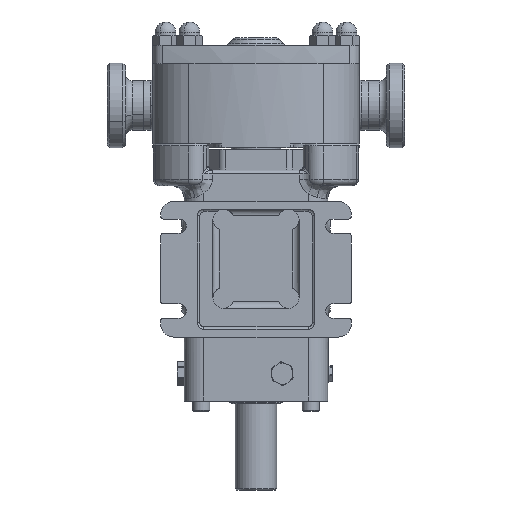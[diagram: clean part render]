
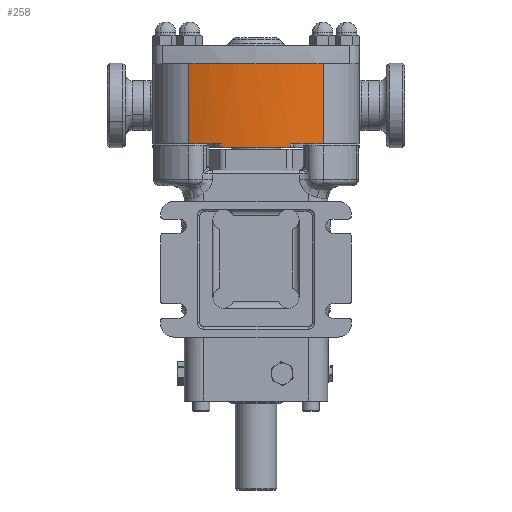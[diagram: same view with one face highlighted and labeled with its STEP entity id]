
A CAD part, front view. The second image highlights one B-rep face of the part: STEP entity #258.
In plain terms, the highlighted cylindrical face has radius 160 mm (diameter 320 mm), a partial arc.
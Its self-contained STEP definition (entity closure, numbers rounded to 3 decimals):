
#258 = ADVANCED_FACE ( 'NONE', ( #10125 ), #7665, .T. ) ;
#359 = EDGE_CURVE ( 'NONE', #14723, #21062, #25295, .T. ) ;
#411 = CARTESIAN_POINT ( 'NONE',  ( -26.143, -107.85, -29.5 ) ) ;
#457 = CARTESIAN_POINT ( 'NONE',  ( 0., 50., -32.5 ) ) ;
#830 = ORIENTED_EDGE ( 'NONE', *, *, #17992, .F. ) ;
#1955 = CARTESIAN_POINT ( 'NONE',  ( 52., -101.314, -103.429 ) ) ;
#2187 = VERTEX_POINT ( 'NONE', #27950 ) ;
#2859 = ORIENTED_EDGE ( 'NONE', *, *, #6590, .T. ) ;
#2945 = DIRECTION ( 'NONE',  ( 0., 0., 1. ) ) ;
#3212 = EDGE_CURVE ( 'NONE', #7871, #21062, #23972, .T. ) ;
#3278 = VECTOR ( 'NONE', #27085, 1000. ) ;
#3339 = DIRECTION ( 'NONE',  ( 0., 0., 1. ) ) ;
#3386 = EDGE_CURVE ( 'NONE', #28608, #7307, #18664, .T. ) ;
#4275 = CIRCLE ( 'NONE', #14154, 160. ) ;
#5192 = CARTESIAN_POINT ( 'NONE',  ( -52., -101.314, 32. ) ) ;
#6590 = EDGE_CURVE ( 'NONE', #2187, #23345, #20071, .T. ) ;
#6731 = EDGE_LOOP ( 'NONE', ( #2859, #30243, #18154, #19936, #17483, #22330, #830, #27959, #13968, #18979, #14595 ) ) ;
#7159 = VERTEX_POINT ( 'NONE', #27307 ) ;
#7307 = VERTEX_POINT ( 'NONE', #20631 ) ;
#7665 = CYLINDRICAL_SURFACE ( 'NONE', #16647, 160. ) ;
#7871 = VERTEX_POINT ( 'NONE', #24455 ) ;
#7915 = EDGE_CURVE ( 'NONE', #2187, #8425, #24760, .T. ) ;
#7966 = DIRECTION ( 'NONE',  ( 1., 0., 0. ) ) ;
#8011 = CARTESIAN_POINT ( 'NONE',  ( 0., 50., 32. ) ) ;
#8074 = EDGE_CURVE ( 'NONE', #23345, #14723, #4275, .T. ) ;
#8108 = EDGE_CURVE ( 'NONE', #23714, #30543, #18101, .T. ) ;
#8425 = VERTEX_POINT ( 'NONE', #5192 ) ;
#9036 = DIRECTION ( 'NONE',  ( 0., 0., 1. ) ) ;
#9221 = CIRCLE ( 'NONE', #30501, 160. ) ;
#9728 = VECTOR ( 'NONE', #13355, 1000. ) ;
#9826 = CARTESIAN_POINT ( 'NONE',  ( 0., 50., -103.429 ) ) ;
#9885 = DIRECTION ( 'NONE',  ( 0., 0., -1. ) ) ;
#9964 = VECTOR ( 'NONE', #9036, 1000. ) ;
#10125 = FACE_OUTER_BOUND ( 'NONE', #6731, .T. ) ;
#10191 = CARTESIAN_POINT ( 'NONE',  ( 0., 50., -29.5 ) ) ;
#10630 = DIRECTION ( 'NONE',  ( 1., 0., 0. ) ) ;
#12205 = CARTESIAN_POINT ( 'NONE',  ( 0., 50., -29.5 ) ) ;
#13355 = DIRECTION ( 'NONE',  ( 0., 0., -1. ) ) ;
#13475 = CARTESIAN_POINT ( 'NONE',  ( 0., 50., -29.5 ) ) ;
#13579 = AXIS2_PLACEMENT_3D ( 'NONE', #457, #9885, #19324 ) ;
#13968 = ORIENTED_EDGE ( 'NONE', *, *, #23875, .F. ) ;
#14154 = AXIS2_PLACEMENT_3D ( 'NONE', #12205, #2945, #28938 ) ;
#14501 = CIRCLE ( 'NONE', #23833, 160. ) ;
#14595 = ORIENTED_EDGE ( 'NONE', *, *, #7915, .F. ) ;
#14723 = VERTEX_POINT ( 'NONE', #411 ) ;
#14840 = CARTESIAN_POINT ( 'NONE',  ( 0., 50., 32. ) ) ;
#15942 = DIRECTION ( 'NONE',  ( -1., 0., 0. ) ) ;
#16647 = AXIS2_PLACEMENT_3D ( 'NONE', #9826, #3339, #16934 ) ;
#16934 = DIRECTION ( 'NONE',  ( 1., 0., 0. ) ) ;
#17094 = CARTESIAN_POINT ( 'NONE',  ( 0., 50., -29.5 ) ) ;
#17295 = DIRECTION ( 'NONE',  ( 0., 0., 1. ) ) ;
#17483 = ORIENTED_EDGE ( 'NONE', *, *, #30236, .T. ) ;
#17548 = DIRECTION ( 'NONE',  ( 0., 0., -1. ) ) ;
#17992 = EDGE_CURVE ( 'NONE', #28608, #23714, #9221, .T. ) ;
#18101 = CIRCLE ( 'NONE', #22073, 160. ) ;
#18154 = ORIENTED_EDGE ( 'NONE', *, *, #359, .T. ) ;
#18160 = CARTESIAN_POINT ( 'NONE',  ( 26.143, -107.85, -103.429 ) ) ;
#18664 = LINE ( 'NONE', #1955, #19996 ) ;
#18860 = CARTESIAN_POINT ( 'NONE',  ( 48.406, -102.502, -29.5 ) ) ;
#18874 = DIRECTION ( 'NONE',  ( 0., 0., 1. ) ) ;
#18979 = ORIENTED_EDGE ( 'NONE', *, *, #29296, .F. ) ;
#19324 = DIRECTION ( 'NONE',  ( -1., 0., 0. ) ) ;
#19343 = CIRCLE ( 'NONE', #25805, 160. ) ;
#19640 = DIRECTION ( 'NONE',  ( 0., 0., -1. ) ) ;
#19936 = ORIENTED_EDGE ( 'NONE', *, *, #3212, .F. ) ;
#19996 = VECTOR ( 'NONE', #25331, 1000. ) ;
#20071 = CIRCLE ( 'NONE', #21041, 160. ) ;
#20631 = CARTESIAN_POINT ( 'NONE',  ( 52., -101.314, 32. ) ) ;
#21041 = AXIS2_PLACEMENT_3D ( 'NONE', #13475, #25254, #15942 ) ;
#21062 = VERTEX_POINT ( 'NONE', #26622 ) ;
#21197 = DIRECTION ( 'NONE',  ( 1., 0., 0. ) ) ;
#21980 = CARTESIAN_POINT ( 'NONE',  ( -52., -101.314, -103.429 ) ) ;
#22073 = AXIS2_PLACEMENT_3D ( 'NONE', #10191, #19640, #26756 ) ;
#22207 = CARTESIAN_POINT ( 'NONE',  ( 52., -101.314, -29.5 ) ) ;
#22330 = ORIENTED_EDGE ( 'NONE', *, *, #8108, .F. ) ;
#23345 = VERTEX_POINT ( 'NONE', #25329 ) ;
#23714 = VERTEX_POINT ( 'NONE', #18860 ) ;
#23833 = AXIS2_PLACEMENT_3D ( 'NONE', #14840, #18874, #21197 ) ;
#23875 = EDGE_CURVE ( 'NONE', #7159, #7307, #19343, .T. ) ;
#23972 = CIRCLE ( 'NONE', #13579, 160. ) ;
#24455 = CARTESIAN_POINT ( 'NONE',  ( 26.143, -107.85, -32.5 ) ) ;
#24760 = LINE ( 'NONE', #21980, #3278 ) ;
#25254 = DIRECTION ( 'NONE',  ( 0., 0., 1. ) ) ;
#25295 = LINE ( 'NONE', #29790, #9728 ) ;
#25329 = CARTESIAN_POINT ( 'NONE',  ( -48.406, -102.502, -29.5 ) ) ;
#25331 = DIRECTION ( 'NONE',  ( 0., 0., 1. ) ) ;
#25805 = AXIS2_PLACEMENT_3D ( 'NONE', #8011, #17295, #10630 ) ;
#26622 = CARTESIAN_POINT ( 'NONE',  ( -26.143, -107.85, -32.5 ) ) ;
#26756 = DIRECTION ( 'NONE',  ( 1., 0., 0. ) ) ;
#27085 = DIRECTION ( 'NONE',  ( 0., 0., 1. ) ) ;
#27307 = CARTESIAN_POINT ( 'NONE',  ( 0., -110., 32. ) ) ;
#27950 = CARTESIAN_POINT ( 'NONE',  ( -52., -101.314, -29.5 ) ) ;
#27959 = ORIENTED_EDGE ( 'NONE', *, *, #3386, .T. ) ;
#28608 = VERTEX_POINT ( 'NONE', #22207 ) ;
#28938 = DIRECTION ( 'NONE',  ( -1., 0., 0. ) ) ;
#29296 = EDGE_CURVE ( 'NONE', #8425, #7159, #14501, .T. ) ;
#29790 = CARTESIAN_POINT ( 'NONE',  ( -26.143, -107.85, -103.429 ) ) ;
#29936 = LINE ( 'NONE', #18160, #9964 ) ;
#30236 = EDGE_CURVE ( 'NONE', #7871, #30543, #29936, .T. ) ;
#30243 = ORIENTED_EDGE ( 'NONE', *, *, #8074, .T. ) ;
#30265 = CARTESIAN_POINT ( 'NONE',  ( 26.143, -107.85, -29.5 ) ) ;
#30501 = AXIS2_PLACEMENT_3D ( 'NONE', #17094, #17548, #7966 ) ;
#30543 = VERTEX_POINT ( 'NONE', #30265 ) ;
